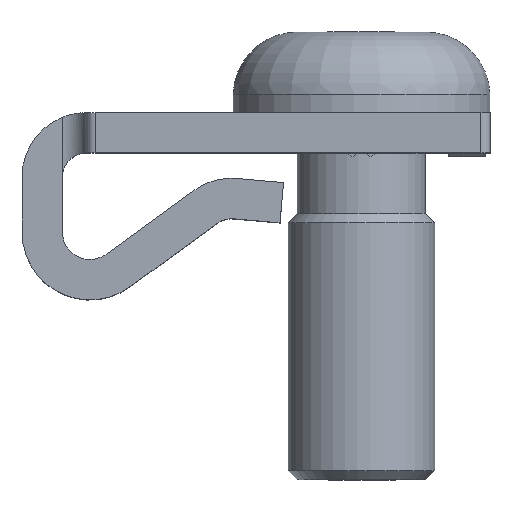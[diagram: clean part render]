
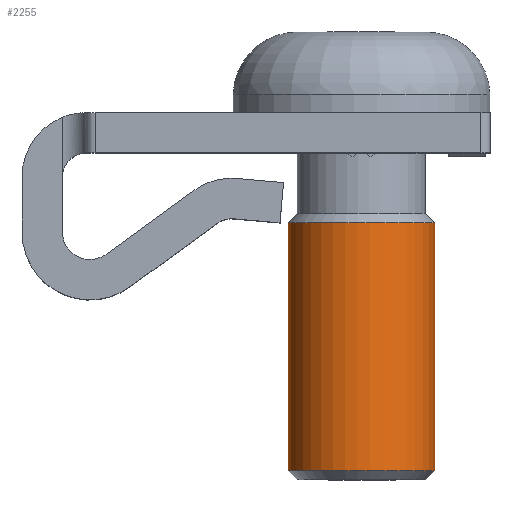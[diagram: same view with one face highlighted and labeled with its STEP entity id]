
A CAD part, top view. The second image highlights one B-rep face of the part: STEP entity #2255.
In plain terms, the highlighted cylindrical face has radius 4 mm (diameter 8 mm), a full revolution.
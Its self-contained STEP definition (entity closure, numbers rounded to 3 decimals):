
#14 = DIRECTION ( 'NONE',  ( 0., -1., 0. ) ) ;
#215 = EDGE_LOOP ( 'NONE', ( #454 ) ) ;
#365 = CIRCLE ( 'NONE', #2159, 4. ) ;
#454 = ORIENTED_EDGE ( 'NONE', *, *, #1216, .T. ) ;
#530 = ORIENTED_EDGE ( 'NONE', *, *, #1174, .T. ) ;
#607 = CIRCLE ( 'NONE', #2201, 4. ) ;
#677 = VERTEX_POINT ( 'NONE', #938 ) ;
#700 = VERTEX_POINT ( 'NONE', #2024 ) ;
#828 = AXIS2_PLACEMENT_3D ( 'NONE', #1112, #14, #1633 ) ;
#938 = CARTESIAN_POINT ( 'NONE',  ( 0., 0.5, 4. ) ) ;
#1112 = CARTESIAN_POINT ( 'NONE',  ( 0., 0., 0. ) ) ;
#1133 = DIRECTION ( 'NONE',  ( 0., 0., 1. ) ) ;
#1137 = DIRECTION ( 'NONE',  ( 0., 1., 0. ) ) ;
#1141 = CARTESIAN_POINT ( 'NONE',  ( 0., 0.5, 0. ) ) ;
#1174 = EDGE_CURVE ( 'NONE', #700, #700, #607, .T. ) ;
#1192 = CYLINDRICAL_SURFACE ( 'NONE', #828, 4. ) ;
#1216 = EDGE_CURVE ( 'NONE', #677, #677, #365, .T. ) ;
#1412 = DIRECTION ( 'NONE',  ( 0., 0., -1. ) ) ;
#1419 = DIRECTION ( 'NONE',  ( 0., -1., 0. ) ) ;
#1429 = CARTESIAN_POINT ( 'NONE',  ( 0., 14., 0. ) ) ;
#1435 = EDGE_LOOP ( 'NONE', ( #530 ) ) ;
#1516 = FACE_OUTER_BOUND ( 'NONE', #1435, .T. ) ;
#1621 = FACE_OUTER_BOUND ( 'NONE', #215, .T. ) ;
#1633 = DIRECTION ( 'NONE',  ( 0., 0., -1. ) ) ;
#2024 = CARTESIAN_POINT ( 'NONE',  ( 0., 14., -4. ) ) ;
#2159 = AXIS2_PLACEMENT_3D ( 'NONE', #1141, #1137, #1133 ) ;
#2201 = AXIS2_PLACEMENT_3D ( 'NONE', #1429, #1419, #1412 ) ;
#2255 = ADVANCED_FACE ( 'NONE', ( #1621, #1516 ), #1192, .T. ) ;
